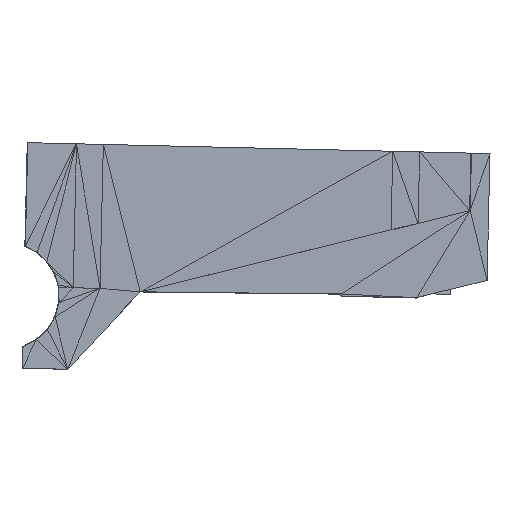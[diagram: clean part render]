
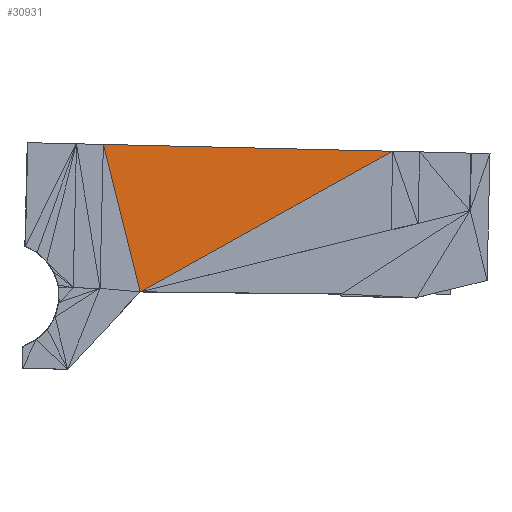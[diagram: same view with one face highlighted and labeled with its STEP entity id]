
A CAD part, front view. The second image highlights one B-rep face of the part: STEP entity #30931.
In plain terms, the highlighted planar face has unit normal (0.047, -0.999, 0.006).
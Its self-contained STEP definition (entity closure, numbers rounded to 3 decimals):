
#484 = VERTEX_POINT('',#485);
#485 = CARTESIAN_POINT('',(880.395,290.038,
    352.316));
#556 = PLANE('',#557);
#557 = AXIS2_PLACEMENT_3D('',#558,#559,#560);
#558 = CARTESIAN_POINT('',(927.049,292.311,
    363.833));
#559 = DIRECTION('',(-0.047,0.999,
    -0.006));
#560 = DIRECTION('',(0.023,0.007,
    1.));
#29873 = VERTEX_POINT('',#29874);
#29874 = CARTESIAN_POINT('',(927.388,292.418,
    378.461));
#29939 = PLANE('',#29940);
#29940 = AXIS2_PLACEMENT_3D('',#29941,#29942,#29943);
#29941 = CARTESIAN_POINT('',(859.426,291.344,
    380.048));
#29942 = DIRECTION('',(-0.023,-0.007,
    -1.));
#29943 = DIRECTION('',(0.999,0.047,
    -0.024));
#29956 = EDGE_CURVE('',#29873,#29957,#29959,.T.);
#29957 = VERTEX_POINT('',#29958);
#29958 = CARTESIAN_POINT('',(873.573,289.887,
    379.73));
#29959 = SURFACE_CURVE('',#29960,(#29964,#29971),.PCURVE_S1.);
#29960 = LINE('',#29961,#29962);
#29961 = CARTESIAN_POINT('',(927.388,292.418,
    378.461));
#29962 = VECTOR('',#29963,1.);
#29963 = DIRECTION('',(-0.999,-0.047,
    0.024));
#29964 = PCURVE('',#29939,#29965);
#29965 = DEFINITIONAL_REPRESENTATION('',(#29966),#29970);
#29966 = LINE('',#29967,#29968);
#29967 = CARTESIAN_POINT('',(67.956,2.12));
#29968 = VECTOR('',#29969,1.);
#29969 = DIRECTION('',(-1.,0.));
#29970 = ( GEOMETRIC_REPRESENTATION_CONTEXT(2) 
PARAMETRIC_REPRESENTATION_CONTEXT() REPRESENTATION_CONTEXT('2D SPACE',''
  ) );
#29971 = PCURVE('',#29972,#29977);
#29972 = PLANE('',#29973);
#29973 = AXIS2_PLACEMENT_3D('',#29974,#29975,#29976);
#29974 = CARTESIAN_POINT('',(927.388,292.418,
    378.461));
#29975 = DIRECTION('',(-0.047,0.999,
    -0.006));
#29976 = DIRECTION('',(0.023,0.007,
    1.));
#29977 = DEFINITIONAL_REPRESENTATION('',(#29978),#29982);
#29978 = LINE('',#29979,#29980);
#29979 = CARTESIAN_POINT('',(0.,0.));
#29980 = VECTOR('',#29981,1.);
#29981 = DIRECTION('',(0.,-1.));
#29982 = ( GEOMETRIC_REPRESENTATION_CONTEXT(2) 
PARAMETRIC_REPRESENTATION_CONTEXT() REPRESENTATION_CONTEXT('2D SPACE',''
  ) );
#30910 = EDGE_CURVE('',#484,#29873,#30911,.T.);
#30911 = SURFACE_CURVE('',#30912,(#30916,#30923),.PCURVE_S1.);
#30912 = LINE('',#30913,#30914);
#30913 = CARTESIAN_POINT('',(880.395,290.038,
    352.316));
#30914 = VECTOR('',#30915,1.);
#30915 = DIRECTION('',(0.873,0.044,0.486
    ));
#30916 = PCURVE('',#556,#30917);
#30917 = DEFINITIONAL_REPRESENTATION('',(#30918),#30922);
#30918 = LINE('',#30919,#30920);
#30919 = CARTESIAN_POINT('',(-12.613,-46.425));
#30920 = VECTOR('',#30921,1.);
#30921 = DIRECTION('',(0.506,0.862));
#30922 = ( GEOMETRIC_REPRESENTATION_CONTEXT(2) 
PARAMETRIC_REPRESENTATION_CONTEXT() REPRESENTATION_CONTEXT('2D SPACE',''
  ) );
#30923 = PCURVE('',#29972,#30924);
#30924 = DEFINITIONAL_REPRESENTATION('',(#30925),#30929);
#30925 = LINE('',#30926,#30927);
#30926 = CARTESIAN_POINT('',(-27.246,-46.425));
#30927 = VECTOR('',#30928,1.);
#30928 = DIRECTION('',(0.506,0.862));
#30929 = ( GEOMETRIC_REPRESENTATION_CONTEXT(2) 
PARAMETRIC_REPRESENTATION_CONTEXT() REPRESENTATION_CONTEXT('2D SPACE',''
  ) );
#30931 = ADVANCED_FACE('',(#30932),#29972,.F.);
#30932 = FACE_BOUND('',#30933,.F.);
#30933 = EDGE_LOOP('',(#30934,#30935,#30961));
#30934 = ORIENTED_EDGE('',*,*,#30910,.F.);
#30935 = ORIENTED_EDGE('',*,*,#30936,.T.);
#30936 = EDGE_CURVE('',#484,#29957,#30937,.T.);
#30937 = SURFACE_CURVE('',#30938,(#30942,#30949),.PCURVE_S1.);
#30938 = LINE('',#30939,#30940);
#30939 = CARTESIAN_POINT('',(880.395,290.038,
    352.316));
#30940 = VECTOR('',#30941,1.);
#30941 = DIRECTION('',(-0.241,-0.005,
    0.97));
#30942 = PCURVE('',#29972,#30943);
#30943 = DEFINITIONAL_REPRESENTATION('',(#30944),#30948);
#30944 = LINE('',#30945,#30946);
#30945 = CARTESIAN_POINT('',(-27.246,-46.425));
#30946 = VECTOR('',#30947,1.);
#30947 = DIRECTION('',(0.964,-0.264));
#30948 = ( GEOMETRIC_REPRESENTATION_CONTEXT(2) 
PARAMETRIC_REPRESENTATION_CONTEXT() REPRESENTATION_CONTEXT('2D SPACE',''
  ) );
#30949 = PCURVE('',#30950,#30955);
#30950 = PLANE('',#30951);
#30951 = AXIS2_PLACEMENT_3D('',#30952,#30953,#30954);
#30952 = CARTESIAN_POINT('',(873.573,289.887,
    379.73));
#30953 = DIRECTION('',(-0.047,0.999,
    -0.006));
#30954 = DIRECTION('',(0.023,0.007,
    1.));
#30955 = DEFINITIONAL_REPRESENTATION('',(#30956),#30960);
#30956 = LINE('',#30957,#30958);
#30957 = CARTESIAN_POINT('',(-27.246,7.465));
#30958 = VECTOR('',#30959,1.);
#30959 = DIRECTION('',(0.964,-0.264));
#30960 = ( GEOMETRIC_REPRESENTATION_CONTEXT(2) 
PARAMETRIC_REPRESENTATION_CONTEXT() REPRESENTATION_CONTEXT('2D SPACE',''
  ) );
#30961 = ORIENTED_EDGE('',*,*,#29956,.F.);
